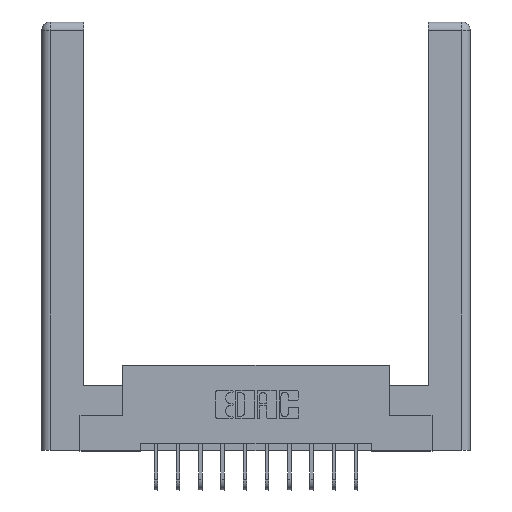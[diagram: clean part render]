
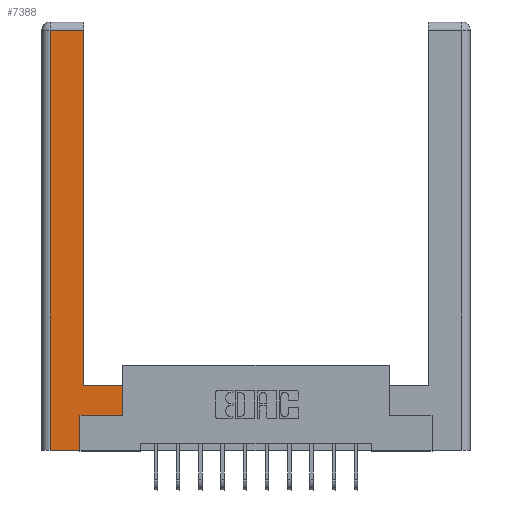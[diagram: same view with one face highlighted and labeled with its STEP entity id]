
A CAD part, top view. The second image highlights one B-rep face of the part: STEP entity #7388.
In plain terms, the highlighted planar face has unit normal (0, 0, 1).
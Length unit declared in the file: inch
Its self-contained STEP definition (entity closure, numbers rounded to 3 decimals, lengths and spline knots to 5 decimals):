
#83 = EDGE_CURVE ( 'NONE', #6397, #14075, #3610, .T. ) ;
#112 = DIRECTION ( 'NONE',  ( 0., 1., 0. ) ) ;
#127 = EDGE_CURVE ( 'NONE', #9107, #6397, #5318, .T. ) ;
#414 = LINE ( 'NONE', #13403, #5958 ) ;
#850 = CARTESIAN_POINT ( 'NONE',  ( 0.265, 0.245, 0. ) ) ;
#890 = DIRECTION ( 'NONE',  ( -1., 0., 0. ) ) ;
#967 = EDGE_CURVE ( 'NONE', #14075, #1431, #13200, .T. ) ;
#1093 = ORIENTED_EDGE ( 'NONE', *, *, #2851, .T. ) ;
#1165 = DIRECTION ( 'NONE',  ( -1., 0., 0. ) ) ;
#1431 = VERTEX_POINT ( 'NONE', #10699 ) ;
#1765 = VERTEX_POINT ( 'NONE', #3921 ) ;
#2851 = EDGE_CURVE ( 'NONE', #1765, #3033, #5597, .T. ) ;
#2962 = DIRECTION ( 'NONE',  ( 1., 0., 0. ) ) ;
#3033 = VERTEX_POINT ( 'NONE', #850 ) ;
#3250 = VECTOR ( 'NONE', #112, 39.37008 ) ;
#3281 = VERTEX_POINT ( 'NONE', #3776 ) ;
#3610 = LINE ( 'NONE', #11336, #12888 ) ;
#3776 = CARTESIAN_POINT ( 'NONE',  ( 0.0615, 2.94, 0. ) ) ;
#3902 = LINE ( 'NONE', #14029, #8699 ) ;
#3921 = CARTESIAN_POINT ( 'NONE',  ( 0.265, 0., 0. ) ) ;
#3984 = DIRECTION ( 'NONE',  ( 0., 1., 0. ) ) ;
#4104 = VERTEX_POINT ( 'NONE', #10752 ) ;
#4667 = CARTESIAN_POINT ( 'NONE',  ( 0.265, 0.245, 0. ) ) ;
#5308 = CARTESIAN_POINT ( 'NONE',  ( 0.565, 0.245, 0. ) ) ;
#5318 = LINE ( 'NONE', #10352, #11858 ) ;
#5323 = CARTESIAN_POINT ( 'NONE',  ( 0.295, 3., 0. ) ) ;
#5455 = CARTESIAN_POINT ( 'NONE',  ( 0.295, 0.45, 0. ) ) ;
#5597 = LINE ( 'NONE', #4667, #6151 ) ;
#5604 = CARTESIAN_POINT ( 'NONE',  ( 0.0615, 2.94, 0. ) ) ;
#5621 = DIRECTION ( 'NONE',  ( 1., 0., 0. ) ) ;
#5958 = VECTOR ( 'NONE', #5621, 39.37008 ) ;
#6103 = AXIS2_PLACEMENT_3D ( 'NONE', #12971, #14112, #890 ) ;
#6109 = EDGE_CURVE ( 'NONE', #4104, #1765, #10453, .T. ) ;
#6151 = VECTOR ( 'NONE', #12413, 39.37008 ) ;
#6397 = VERTEX_POINT ( 'NONE', #8637 ) ;
#6654 = VECTOR ( 'NONE', #1165, 39.37008 ) ;
#7205 = EDGE_CURVE ( 'NONE', #3281, #4104, #3902, .T. ) ;
#7388 = ADVANCED_FACE ( 'NONE', ( #11633 ), #8481, .F. ) ;
#7698 = VECTOR ( 'NONE', #2962, 39.37008 ) ;
#8359 = CARTESIAN_POINT ( 'NONE',  ( 0.265, 0., 0. ) ) ;
#8385 = ORIENTED_EDGE ( 'NONE', *, *, #7205, .T. ) ;
#8481 = PLANE ( 'NONE',  #6103 ) ;
#8637 = CARTESIAN_POINT ( 'NONE',  ( 0.565, 0.45, 0. ) ) ;
#8699 = VECTOR ( 'NONE', #9448, 39.37008 ) ;
#8730 = ORIENTED_EDGE ( 'NONE', *, *, #127, .T. ) ;
#9078 = ORIENTED_EDGE ( 'NONE', *, *, #12282, .T. ) ;
#9107 = VERTEX_POINT ( 'NONE', #5308 ) ;
#9179 = DIRECTION ( 'NONE',  ( -1., 0., 0. ) ) ;
#9223 = ORIENTED_EDGE ( 'NONE', *, *, #6109, .T. ) ;
#9448 = DIRECTION ( 'NONE',  ( 0., -1., 0. ) ) ;
#10352 = CARTESIAN_POINT ( 'NONE',  ( 0.565, 0.45, 0. ) ) ;
#10453 = LINE ( 'NONE', #8359, #7698 ) ;
#10699 = CARTESIAN_POINT ( 'NONE',  ( 0.295, 2.94, 0. ) ) ;
#10752 = CARTESIAN_POINT ( 'NONE',  ( 0.0615, 0., 0. ) ) ;
#10868 = ORIENTED_EDGE ( 'NONE', *, *, #83, .T. ) ;
#11336 = CARTESIAN_POINT ( 'NONE',  ( 0.295, 0.45, 0. ) ) ;
#11633 = FACE_OUTER_BOUND ( 'NONE', #12769, .T. ) ;
#11858 = VECTOR ( 'NONE', #3984, 39.37008 ) ;
#12195 = EDGE_CURVE ( 'NONE', #3033, #9107, #414, .T. ) ;
#12282 = EDGE_CURVE ( 'NONE', #1431, #3281, #12482, .T. ) ;
#12413 = DIRECTION ( 'NONE',  ( 0., 1., 0. ) ) ;
#12482 = LINE ( 'NONE', #5604, #6654 ) ;
#12769 = EDGE_LOOP ( 'NONE', ( #12808, #9078, #8385, #9223, #1093, #14052, #8730, #10868 ) ) ;
#12808 = ORIENTED_EDGE ( 'NONE', *, *, #967, .T. ) ;
#12888 = VECTOR ( 'NONE', #9179, 39.37008 ) ;
#12971 = CARTESIAN_POINT ( 'NONE',  ( 0., 0., 0. ) ) ;
#13200 = LINE ( 'NONE', #5323, #3250 ) ;
#13403 = CARTESIAN_POINT ( 'NONE',  ( 0.565, 0.245, 0. ) ) ;
#14029 = CARTESIAN_POINT ( 'NONE',  ( 0.0615, 0., 0. ) ) ;
#14052 = ORIENTED_EDGE ( 'NONE', *, *, #12195, .T. ) ;
#14075 = VERTEX_POINT ( 'NONE', #5455 ) ;
#14112 = DIRECTION ( 'NONE',  ( 0., 0., -1. ) ) ;
